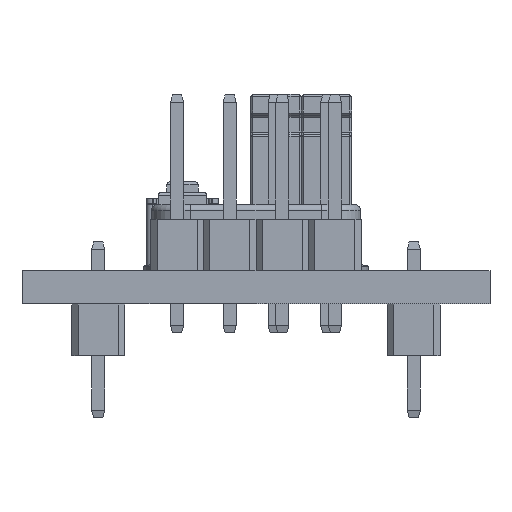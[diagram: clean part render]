
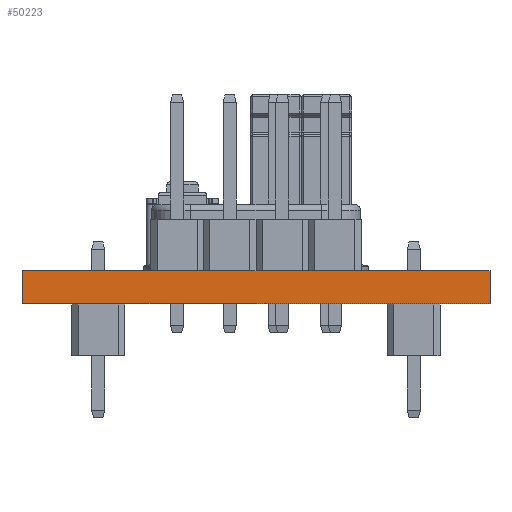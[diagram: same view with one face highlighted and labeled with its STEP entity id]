
A CAD part, front view. The second image highlights one B-rep face of the part: STEP entity #50223.
In plain terms, the highlighted planar face has unit normal (0, -1, 0).
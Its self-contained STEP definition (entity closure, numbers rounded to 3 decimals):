
#595 = ORIENTED_EDGE ( 'NONE', *, *, #109886, .T. ) ;
#6650 = PLANE ( 'NONE',  #41179 ) ;
#16404 = CARTESIAN_POINT ( 'NONE',  ( -11.3, -25.23, -1.189 ) ) ;
#23780 = CARTESIAN_POINT ( 'NONE',  ( -11.3, -25.23, 0.411 ) ) ;
#32809 = DIRECTION ( 'NONE',  ( 1., 0., 0. ) ) ;
#41179 = AXIS2_PLACEMENT_3D ( 'NONE', #149298, #114977, #131359 ) ;
#43385 = CARTESIAN_POINT ( 'NONE',  ( -11.3, -25.23, -1.189 ) ) ;
#46529 = VERTEX_POINT ( 'NONE', #171178 ) ;
#50223 = ADVANCED_FACE ( 'NONE', ( #71070 ), #6650, .T. ) ;
#62406 = ORIENTED_EDGE ( 'NONE', *, *, #96747, .F. ) ;
#71070 = FACE_OUTER_BOUND ( 'NONE', #162875, .T. ) ;
#73018 = DIRECTION ( 'NONE',  ( 0., 0., 1. ) ) ;
#90163 = CARTESIAN_POINT ( 'NONE',  ( -11.3, -25.23, 0.411 ) ) ;
#94650 = VERTEX_POINT ( 'NONE', #223354 ) ;
#96747 = EDGE_CURVE ( 'NONE', #193419, #107011, #197851, .T. ) ;
#104105 = VECTOR ( 'NONE', #73018, 1000. ) ;
#107011 = VERTEX_POINT ( 'NONE', #200419 ) ;
#109886 = EDGE_CURVE ( 'NONE', #94650, #46529, #151024, .T. ) ;
#112332 = ORIENTED_EDGE ( 'NONE', *, *, #139541, .T. ) ;
#114977 = DIRECTION ( 'NONE',  ( 0., -1., 0. ) ) ;
#127588 = VECTOR ( 'NONE', #219593, 1000. ) ;
#128855 = VECTOR ( 'NONE', #32809, 1000. ) ;
#131359 = DIRECTION ( 'NONE',  ( 0., 0., -1. ) ) ;
#139541 = EDGE_CURVE ( 'NONE', #46529, #107011, #210121, .T. ) ;
#141800 = EDGE_CURVE ( 'NONE', #94650, #193419, #197315, .T. ) ;
#149298 = CARTESIAN_POINT ( 'NONE',  ( -11.3, -25.23, -1.189 ) ) ;
#151024 = LINE ( 'NONE', #16404, #128855 ) ;
#160107 = ORIENTED_EDGE ( 'NONE', *, *, #141800, .F. ) ;
#162875 = EDGE_LOOP ( 'NONE', ( #62406, #160107, #595, #112332 ) ) ;
#171178 = CARTESIAN_POINT ( 'NONE',  ( 11.3, -25.23, -1.189 ) ) ;
#172822 = VECTOR ( 'NONE', #196843, 1000. ) ;
#193419 = VERTEX_POINT ( 'NONE', #23780 ) ;
#196843 = DIRECTION ( 'NONE',  ( 1., 0., 0. ) ) ;
#197315 = LINE ( 'NONE', #43385, #127588 ) ;
#197851 = LINE ( 'NONE', #90163, #172822 ) ;
#200419 = CARTESIAN_POINT ( 'NONE',  ( 11.3, -25.23, 0.411 ) ) ;
#210121 = LINE ( 'NONE', #217147, #104105 ) ;
#217147 = CARTESIAN_POINT ( 'NONE',  ( 11.3, -25.23, -1.189 ) ) ;
#219593 = DIRECTION ( 'NONE',  ( 0., 0., 1. ) ) ;
#223354 = CARTESIAN_POINT ( 'NONE',  ( -11.3, -25.23, -1.189 ) ) ;
